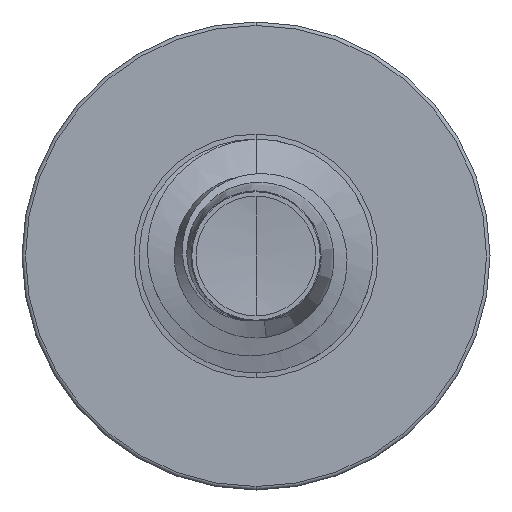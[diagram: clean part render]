
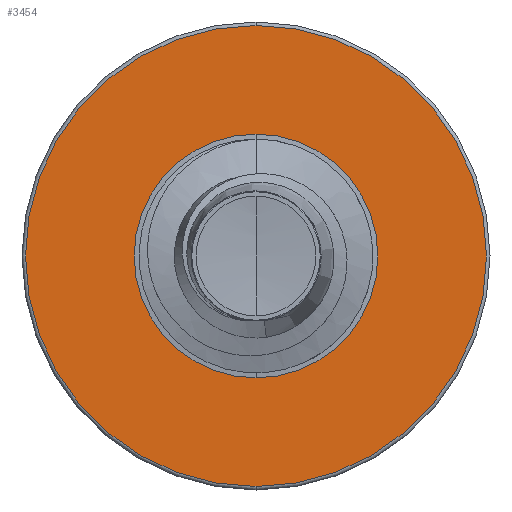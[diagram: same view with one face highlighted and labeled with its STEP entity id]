
A CAD part, front view. The second image highlights one B-rep face of the part: STEP entity #3454.
In plain terms, the highlighted planar face has unit normal (0, -1, 0).
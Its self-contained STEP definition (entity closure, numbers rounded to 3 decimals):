
#530 = EDGE_LOOP ( 'NONE', ( #3924, #4596 ) ) ;
#541 = CARTESIAN_POINT ( 'NONE',  ( 0., 3., 1.562 ) ) ;
#655 = VERTEX_POINT ( 'NONE', #541 ) ;
#671 = DIRECTION ( 'NONE',  ( 0., 1., 0. ) ) ;
#869 = EDGE_CURVE ( 'NONE', #6709, #655, #7037, .T. ) ;
#1215 = AXIS2_PLACEMENT_3D ( 'NONE', #2257, #6676, #2926 ) ;
#1706 = DIRECTION ( 'NONE',  ( 0., 0., 1. ) ) ;
#1945 = CARTESIAN_POINT ( 'NONE',  ( 0., 3., 0. ) ) ;
#2257 = CARTESIAN_POINT ( 'NONE',  ( 0., 3., 0. ) ) ;
#2352 = CARTESIAN_POINT ( 'NONE',  ( 0., 3., 0. ) ) ;
#2668 = FACE_OUTER_BOUND ( 'NONE', #6214, .T. ) ;
#2693 = VERTEX_POINT ( 'NONE', #5087 ) ;
#2829 = ORIENTED_EDGE ( 'NONE', *, *, #6485, .F. ) ;
#2926 = DIRECTION ( 'NONE',  ( 0., 0., 1. ) ) ;
#3004 = AXIS2_PLACEMENT_3D ( 'NONE', #1945, #671, #4624 ) ;
#3008 = DIRECTION ( 'NONE',  ( 0., 0., 1. ) ) ;
#3026 = PLANE ( 'NONE',  #4657 ) ;
#3176 = CARTESIAN_POINT ( 'NONE',  ( 0., 3., -1.562 ) ) ;
#3454 = ADVANCED_FACE ( 'NONE', ( #2668, #7410 ), #3026, .F. ) ;
#3506 = ORIENTED_EDGE ( 'NONE', *, *, #4615, .F. ) ;
#3664 = CARTESIAN_POINT ( 'NONE',  ( 0., 3., -1.562 ) ) ;
#3924 = ORIENTED_EDGE ( 'NONE', *, *, #7206, .T. ) ;
#4018 = DIRECTION ( 'NONE',  ( 0., 1., 0. ) ) ;
#4199 = CARTESIAN_POINT ( 'NONE',  ( 0., 3., 2.955 ) ) ;
#4596 = ORIENTED_EDGE ( 'NONE', *, *, #869, .T. ) ;
#4615 = EDGE_CURVE ( 'NONE', #2693, #5762, #5942, .T. ) ;
#4624 = DIRECTION ( 'NONE',  ( 0., 0., 1. ) ) ;
#4657 = AXIS2_PLACEMENT_3D ( 'NONE', #3664, #5586, #1706 ) ;
#5087 = CARTESIAN_POINT ( 'NONE',  ( 0., 3., -2.955 ) ) ;
#5586 = DIRECTION ( 'NONE',  ( 0., 1., 0. ) ) ;
#5762 = VERTEX_POINT ( 'NONE', #4199 ) ;
#5942 = CIRCLE ( 'NONE', #6188, 2.955 ) ;
#6188 = AXIS2_PLACEMENT_3D ( 'NONE', #7635, #4018, #8191 ) ;
#6214 = EDGE_LOOP ( 'NONE', ( #2829, #3506 ) ) ;
#6485 = EDGE_CURVE ( 'NONE', #5762, #2693, #7830, .T. ) ;
#6676 = DIRECTION ( 'NONE',  ( 0., 1., 0. ) ) ;
#6709 = VERTEX_POINT ( 'NONE', #3176 ) ;
#6755 = DIRECTION ( 'NONE',  ( 0., 1., 0. ) ) ;
#6950 = CIRCLE ( 'NONE', #1215, 1.562 ) ;
#7037 = CIRCLE ( 'NONE', #3004, 1.562 ) ;
#7206 = EDGE_CURVE ( 'NONE', #655, #6709, #6950, .T. ) ;
#7410 = FACE_BOUND ( 'NONE', #530, .T. ) ;
#7443 = AXIS2_PLACEMENT_3D ( 'NONE', #2352, #6755, #3008 ) ;
#7635 = CARTESIAN_POINT ( 'NONE',  ( 0., 3., 0. ) ) ;
#7830 = CIRCLE ( 'NONE', #7443, 2.955 ) ;
#8191 = DIRECTION ( 'NONE',  ( 0., 0., 1. ) ) ;
